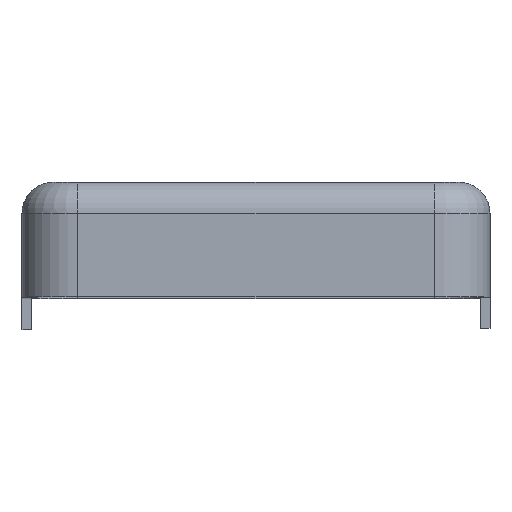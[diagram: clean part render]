
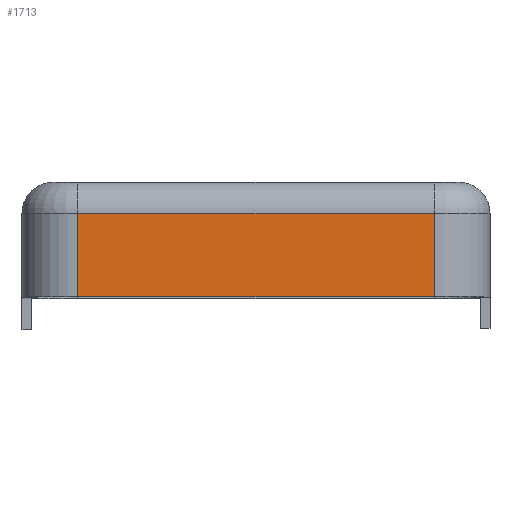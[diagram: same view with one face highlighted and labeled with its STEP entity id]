
A CAD part, top view. The second image highlights one B-rep face of the part: STEP entity #1713.
In plain terms, the highlighted planar face has unit normal (0, 0, 1).
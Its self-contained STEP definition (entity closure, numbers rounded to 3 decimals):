
#24 = CARTESIAN_POINT ( 'NONE',  ( 5.75, -1., 18.9 ) ) ;
#33 = ORIENTED_EDGE ( 'NONE', *, *, #2284, .T. ) ;
#108 = VECTOR ( 'NONE', #2921, 1000. ) ;
#187 = LINE ( 'NONE', #1351, #108 ) ;
#219 = CARTESIAN_POINT ( 'NONE',  ( -5.75, -1., 18.9 ) ) ;
#264 = VERTEX_POINT ( 'NONE', #1261 ) ;
#322 = VERTEX_POINT ( 'NONE', #2615 ) ;
#394 = CARTESIAN_POINT ( 'NONE',  ( 5.75, 0., 18.9 ) ) ;
#433 = ORIENTED_EDGE ( 'NONE', *, *, #2431, .F. ) ;
#437 = DIRECTION ( 'NONE',  ( 1., 0., 0. ) ) ;
#574 = EDGE_CURVE ( 'NONE', #1337, #322, #2688, .T. ) ;
#598 = CARTESIAN_POINT ( 'NONE',  ( -5.75, -3.7, 18.9 ) ) ;
#776 = AXIS2_PLACEMENT_3D ( 'NONE', #1298, #2484, #437 ) ;
#839 = FACE_OUTER_BOUND ( 'NONE', #2764, .T. ) ;
#845 = VERTEX_POINT ( 'NONE', #24 ) ;
#1183 = VECTOR ( 'NONE', #2159, 1000. ) ;
#1197 = CARTESIAN_POINT ( 'NONE',  ( -5.75, 0., 18.9 ) ) ;
#1261 = CARTESIAN_POINT ( 'NONE',  ( 5.75, -3.7, 18.9 ) ) ;
#1298 = CARTESIAN_POINT ( 'NONE',  ( -5.75, 0., 18.9 ) ) ;
#1312 = DIRECTION ( 'NONE',  ( 0., -1., 0. ) ) ;
#1322 = VECTOR ( 'NONE', #2775, 1000. ) ;
#1337 = VERTEX_POINT ( 'NONE', #219 ) ;
#1351 = CARTESIAN_POINT ( 'NONE',  ( -5.75, -1., 18.9 ) ) ;
#1369 = ORIENTED_EDGE ( 'NONE', *, *, #2452, .F. ) ;
#1409 = LINE ( 'NONE', #598, #1183 ) ;
#1537 = ORIENTED_EDGE ( 'NONE', *, *, #574, .T. ) ;
#1713 = ADVANCED_FACE ( 'NONE', ( #839 ), #2933, .T. ) ;
#1825 = VECTOR ( 'NONE', #1312, 1000. ) ;
#2159 = DIRECTION ( 'NONE',  ( 1., 0., 0. ) ) ;
#2284 = EDGE_CURVE ( 'NONE', #322, #264, #1409, .T. ) ;
#2431 = EDGE_CURVE ( 'NONE', #845, #264, #2808, .T. ) ;
#2452 = EDGE_CURVE ( 'NONE', #1337, #845, #187, .T. ) ;
#2484 = DIRECTION ( 'NONE',  ( 0., 0., 1. ) ) ;
#2615 = CARTESIAN_POINT ( 'NONE',  ( -5.75, -3.7, 18.9 ) ) ;
#2688 = LINE ( 'NONE', #1197, #1322 ) ;
#2764 = EDGE_LOOP ( 'NONE', ( #33, #433, #1369, #1537 ) ) ;
#2775 = DIRECTION ( 'NONE',  ( 0., -1., 0. ) ) ;
#2808 = LINE ( 'NONE', #394, #1825 ) ;
#2921 = DIRECTION ( 'NONE',  ( 1., 0., 0. ) ) ;
#2933 = PLANE ( 'NONE',  #776 ) ;
